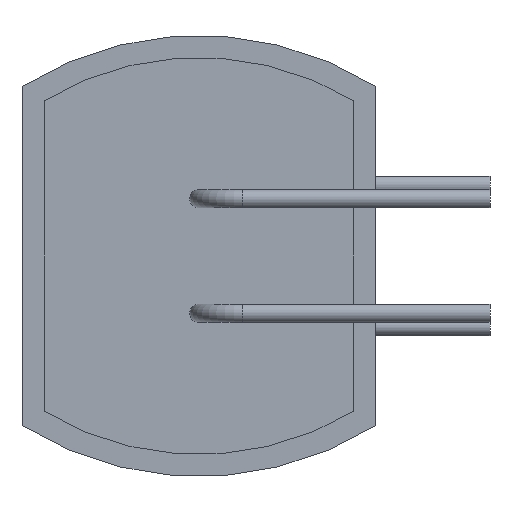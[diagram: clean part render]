
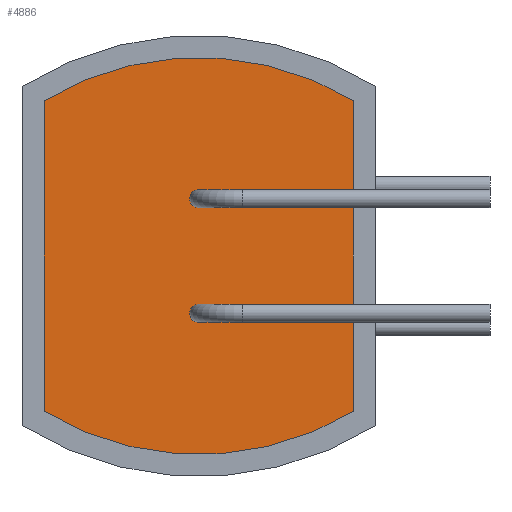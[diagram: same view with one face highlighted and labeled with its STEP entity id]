
A CAD part, front view. The second image highlights one B-rep face of the part: STEP entity #4886.
In plain terms, the highlighted planar face has unit normal (0, -1, 0).
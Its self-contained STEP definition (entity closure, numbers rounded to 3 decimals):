
#4486 = VERTEX_POINT('',#4487);
#4487 = CARTESIAN_POINT('',(3.5,-4.99,3.522));
#4493 = EDGE_CURVE('',#4486,#4494,#4496,.T.);
#4494 = VERTEX_POINT('',#4495);
#4495 = CARTESIAN_POINT('',(-3.5,-4.99,3.522));
#4496 = CIRCLE('',#4497,6.75);
#4497 = AXIS2_PLACEMENT_3D('',#4498,#4499,#4500);
#4498 = CARTESIAN_POINT('',(0.,-4.99,-2.25));
#4499 = DIRECTION('',(0.,-1.,0.));
#4500 = DIRECTION('',(1.,0.,0.));
#4518 = EDGE_CURVE('',#4494,#4519,#4521,.T.);
#4519 = VERTEX_POINT('',#4520);
#4520 = CARTESIAN_POINT('',(-3.5,-4.99,-3.522));
#4521 = LINE('',#4522,#4523);
#4522 = CARTESIAN_POINT('',(-3.5,-4.99,3.522));
#4523 = VECTOR('',#4524,1.);
#4524 = DIRECTION('',(0.,0.,-1.));
#4542 = EDGE_CURVE('',#4519,#4543,#4545,.T.);
#4543 = VERTEX_POINT('',#4544);
#4544 = CARTESIAN_POINT('',(3.5,-4.99,-3.522));
#4545 = CIRCLE('',#4546,6.75);
#4546 = AXIS2_PLACEMENT_3D('',#4547,#4548,#4549);
#4547 = CARTESIAN_POINT('',(0.,-4.99,2.25));
#4548 = DIRECTION('',(0.,-1.,0.));
#4549 = DIRECTION('',(1.,0.,0.));
#4567 = EDGE_CURVE('',#4486,#4543,#4568,.T.);
#4568 = LINE('',#4569,#4570);
#4569 = CARTESIAN_POINT('',(3.5,-4.99,3.522));
#4570 = VECTOR('',#4571,1.);
#4571 = DIRECTION('',(0.,0.,-1.));
#4886 = ADVANCED_FACE('',(#4887,#4893,#4904),#4915,.T.);
#4887 = FACE_BOUND('',#4888,.T.);
#4888 = EDGE_LOOP('',(#4889,#4890,#4891,#4892));
#4889 = ORIENTED_EDGE('',*,*,#4493,.T.);
#4890 = ORIENTED_EDGE('',*,*,#4518,.T.);
#4891 = ORIENTED_EDGE('',*,*,#4542,.T.);
#4892 = ORIENTED_EDGE('',*,*,#4567,.F.);
#4893 = FACE_BOUND('',#4894,.T.);
#4894 = EDGE_LOOP('',(#4895));
#4895 = ORIENTED_EDGE('',*,*,#4896,.F.);
#4896 = EDGE_CURVE('',#4897,#4897,#4899,.T.);
#4897 = VERTEX_POINT('',#4898);
#4898 = CARTESIAN_POINT('',(0.208,-4.99,-1.3));
#4899 = CIRCLE('',#4900,0.208);
#4900 = AXIS2_PLACEMENT_3D('',#4901,#4902,#4903);
#4901 = CARTESIAN_POINT('',(0.,-4.99,-1.3));
#4902 = DIRECTION('',(0.,-1.,0.));
#4903 = DIRECTION('',(1.,0.,0.));
#4904 = FACE_BOUND('',#4905,.T.);
#4905 = EDGE_LOOP('',(#4906));
#4906 = ORIENTED_EDGE('',*,*,#4907,.F.);
#4907 = EDGE_CURVE('',#4908,#4908,#4910,.T.);
#4908 = VERTEX_POINT('',#4909);
#4909 = CARTESIAN_POINT('',(0.208,-4.99,1.3));
#4910 = CIRCLE('',#4911,0.208);
#4911 = AXIS2_PLACEMENT_3D('',#4912,#4913,#4914);
#4912 = CARTESIAN_POINT('',(0.,-4.99,1.3));
#4913 = DIRECTION('',(0.,-1.,0.));
#4914 = DIRECTION('',(1.,0.,0.));
#4915 = PLANE('',#4916);
#4916 = AXIS2_PLACEMENT_3D('',#4917,#4918,#4919);
#4917 = CARTESIAN_POINT('',(0.,-4.99,0.));
#4918 = DIRECTION('',(0.,-1.,0.));
#4919 = DIRECTION('',(0.,0.,-1.));
